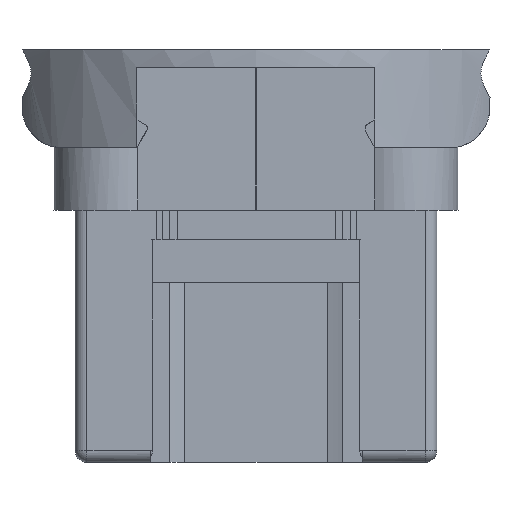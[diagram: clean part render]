
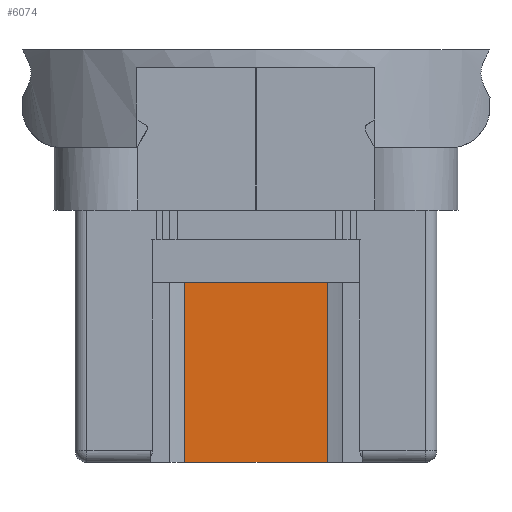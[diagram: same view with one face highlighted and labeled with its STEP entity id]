
A CAD part, left-side view. The second image highlights one B-rep face of the part: STEP entity #6074.
In plain terms, the highlighted planar face has unit normal (-1, 0, 0).
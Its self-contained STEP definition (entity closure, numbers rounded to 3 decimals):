
#196=PLANE('',#6501);
#515=FACE_OUTER_BOUND('',#858,.T.);
#858=EDGE_LOOP('',(#5493,#5494,#5495,#5496));
#1762=LINE('',#19305,#2230);
#1763=LINE('',#19309,#2231);
#1764=LINE('',#19311,#2232);
#1765=LINE('',#19312,#2233);
#2230=VECTOR('',#7779,10.);
#2231=VECTOR('',#7784,10.);
#2232=VECTOR('',#7785,10.);
#2233=VECTOR('',#7786,10.);
#2830=VERTEX_POINT('',#19302);
#2831=VERTEX_POINT('',#19304);
#2832=VERTEX_POINT('',#19308);
#2833=VERTEX_POINT('',#19310);
#3729=EDGE_CURVE('',#2830,#2831,#1762,.T.);
#3731=EDGE_CURVE('',#2832,#2830,#1763,.T.);
#3732=EDGE_CURVE('',#2832,#2833,#1764,.T.);
#3733=EDGE_CURVE('',#2833,#2831,#1765,.T.);
#5493=ORIENTED_EDGE('',*,*,#3731,.F.);
#5494=ORIENTED_EDGE('',*,*,#3732,.T.);
#5495=ORIENTED_EDGE('',*,*,#3733,.T.);
#5496=ORIENTED_EDGE('',*,*,#3729,.F.);
#6074=ADVANCED_FACE('',(#515),#196,.F.);
#6501=AXIS2_PLACEMENT_3D('',#19307,#7782,#7783);
#7779=DIRECTION('',(0.,0.,1.));
#7782=DIRECTION('center_axis',(1.,0.,0.));
#7783=DIRECTION('ref_axis',(0.,1.,0.));
#7784=DIRECTION('',(0.,1.,0.));
#7785=DIRECTION('',(0.,0.,1.));
#7786=DIRECTION('',(0.,1.,0.));
#19302=CARTESIAN_POINT('',(20.377,6.028,-34.84));
#19304=CARTESIAN_POINT('',(20.377,6.028,-19.64));
#19305=CARTESIAN_POINT('',(20.377,6.028,-34.84));
#19307=CARTESIAN_POINT('Origin',(20.377,-6.028,-34.84));
#19308=CARTESIAN_POINT('',(20.377,-6.028,-34.84));
#19309=CARTESIAN_POINT('',(20.377,-3.014,-34.84));
#19310=CARTESIAN_POINT('',(20.377,-6.028,-19.64));
#19311=CARTESIAN_POINT('',(20.377,-6.028,-34.84));
#19312=CARTESIAN_POINT('',(20.377,5.897,-19.64));
